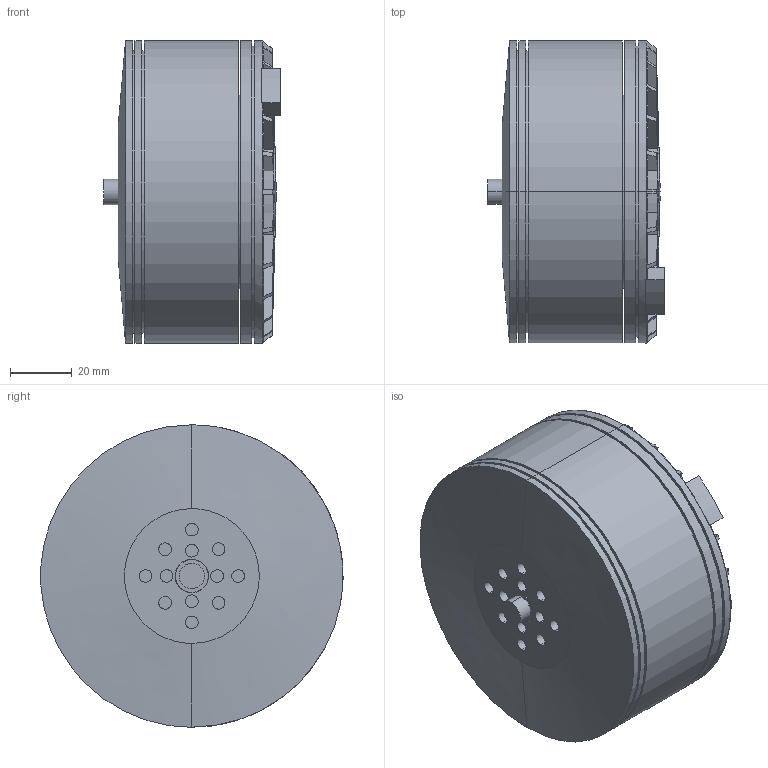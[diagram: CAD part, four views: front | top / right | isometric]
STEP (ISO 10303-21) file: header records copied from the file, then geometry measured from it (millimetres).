
FILE_DESCRIPTION(('FreeCAD Model'),'2;1');
FILE_NAME('Open CASCADE Shape Model','2025-04-26T16:22:14',('FreeCAD'),( 'FreeCAD'),'Open CASCADE STEP processor 7.6','FreeCAD','Unknown');
FILE_SCHEMA(('AUTOMOTIVE_DESIGN { 1 0 10303 214 1 1 1 1 }'));
Length unit declared in the file: millimetre
Products named in the file (1): Open CASCADE STEP translator 7.6 1
Bounding box: 57.39 x 97.98 x 98.09 mm (x, y, z)
Volume: 350032.4 mm3; surface area: 48397.4 mm2
Topology: 1 solids, 1 shells, 217 faces, 561 edges, 371 vertices
Faces by surface type: bspline 217
Entity records: 6635 total; most frequent: CARTESIAN_POINT 3397, ORIENTED_EDGE 1118, EDGE_CURVE 559, VERTEX_POINT 371, B_SPLINE_CURVE_WITH_KNOTS 340, FACE_BOUND 244, EDGE_LOOP 244, ADVANCED_FACE 217
